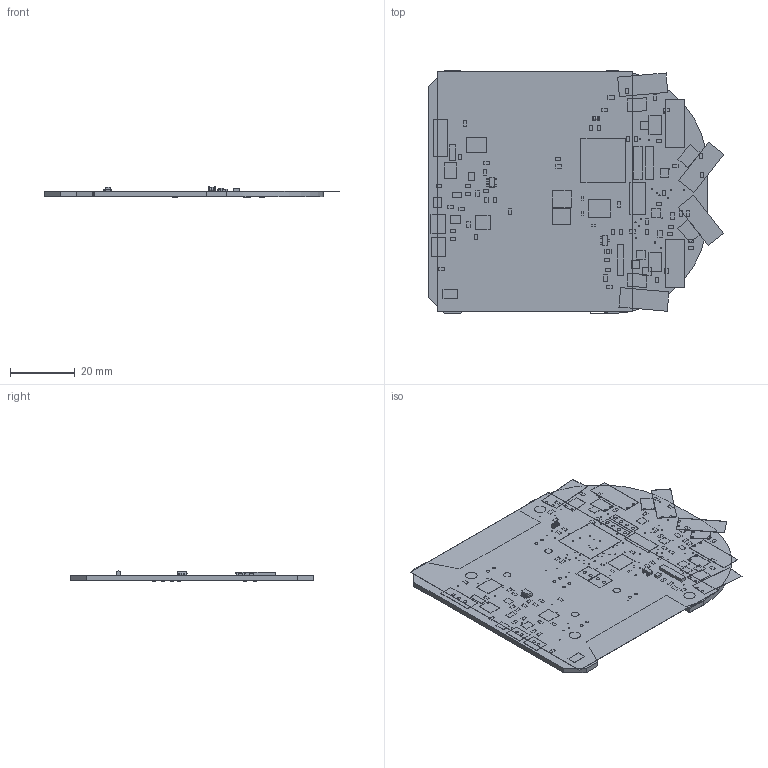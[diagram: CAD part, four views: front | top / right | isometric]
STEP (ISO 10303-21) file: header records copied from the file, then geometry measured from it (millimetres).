
FILE_DESCRIPTION(/* description */ (''),/* implementation_level */ '2;1');
FILE_NAME(/* name */ 'routed-micromouse-board 1.1.2 v1_CAD.step',/* time_stamp */ '2019-10-01T14:36:53-04:00',/* author */ (''),/* organization */ (''),/* preprocessor_version */ 'ST-DEVELOPER v18',/* originating_system */ 'Autodesk Translation Framework v8.6.0.1094',/* authorisation */ '');
FILE_SCHEMA (('AUTOMOTIVE_DESIGN { 1 0 10303 214 3 1 1 }'));
Length unit declared in the file: millimetre
Products named in the file (34): routed-micromouse-board 1.1.2; PCB Component; Board; 1.4 uF; 1.8k; EMITTER; MY_MM_MOTOR_MOUNT; RECEIVER; DMN3150LW; STM32F103RET6; SN74HC151DR; DRV8848PWPR; ACS712ELCTR-20A-T; 1k; 1X04; RESET; 1k_1; JST_CONNECTOR_FEMALE; SWITCH-SPDT; 500m; LM321MFX; MOLEX-1X2; TPS76850(SOIC-8); 0.1uF; TPS73633(SOT-23); 47uF; green; 10uH; 0.1uF_1; MPU-6000; TESTPOINT_ROUND_2MM; SOT23; 1k_2; 1X04 (1)
Assembly tree (110 placements, depth 3):
  routed-micromouse-board 1.1.2
    PCB Component
      Board
      1.4 uF  x27
      1.8k  x16
      EMITTER  x6
      MY_MM_MOTOR_MOUNT
      RECEIVER  x6
      DMN3150LW  x4
      STM32F103RET6
      SN74HC151DR
      DRV8848PWPR
      ACS712ELCTR-20A-T
      1k
      1X04  x2
      RESET
      1k_1  x7
      JST_CONNECTOR_FEMALE  x2
      SWITCH-SPDT
      500m  x3
      LM321MFX
      MOLEX-1X2  x2
      TPS76850(SOIC-8)
      0.1uF  x7
      TPS73633(SOT-23)
      47uF  x2
      green
      10uH
      0.1uF_1
      MPU-6000
      TESTPOINT_ROUND_2MM  x6
      SOT23
      1k_2
      1X04 (1)
Bounding box: 91.04 x 75 x 3.13 mm (x, y, z)
Volume: 8758.9 mm3; surface area: 23452.8 mm2
Topology: 109 solids, 109 shells, 967 faces, 2211 edges, 1464 vertices
Faces by surface type: plane 769, cylinder 198
Full cylindrical faces by diameter (mm): 0.33 x21, 0.35 x71, 0.8 x24, 0.889 x4, 0.95 x12, 1.016 x19, 1.16 x2, 1.162 x1, 1.45 x2, 2.286 x4, 3.5 x4
Entity records: 17985 total; most frequent: DIRECTION 2991, CARTESIAN_POINT 2784, ORIENTED_EDGE 2574, EDGE_CURVE 1287, AXIS2_PLACEMENT_3D 1055, LINE 881, VECTOR 881, VERTEX_POINT 848
